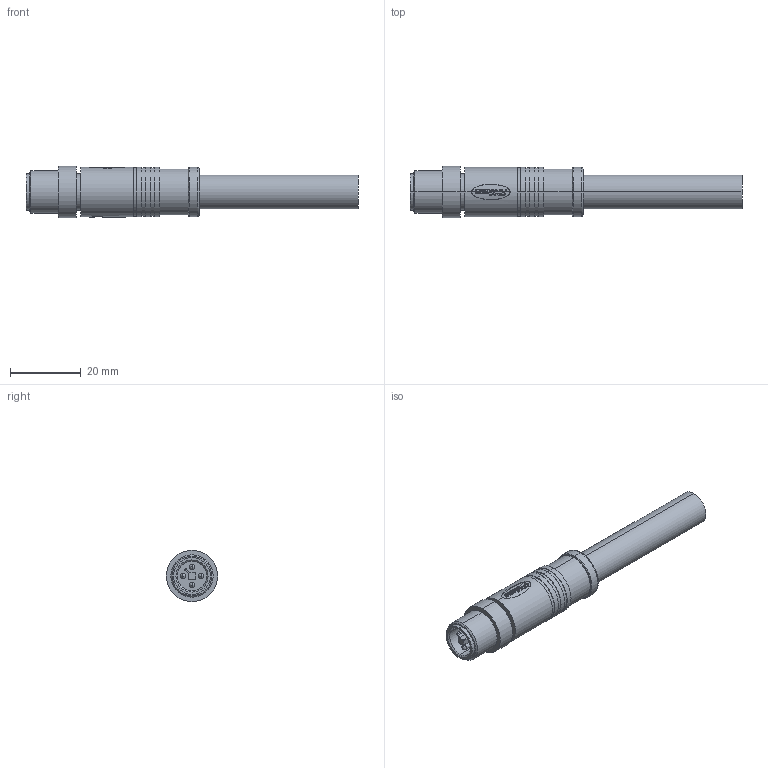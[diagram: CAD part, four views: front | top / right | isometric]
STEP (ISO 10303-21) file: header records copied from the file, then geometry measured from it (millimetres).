
FILE_DESCRIPTION (( 'STEP AP203' ), '1' );
FILE_NAME ('P129.STEP', '2020-03-31T03:46:26', ( 'edpusr' ), ( 'Microsoft' ), 'SwSTEP 2.0', 'SolidWorks 2015', '' );
FILE_SCHEMA (( 'CONFIG_CONTROL_DESIGN' ));
Length unit declared in the file: millimetre
Products named in the file (1): P129
Bounding box: 94 x 14.5 x 14.5 mm (x, y, z)
Volume: 9757.8 mm3; surface area: 4415 mm2
Topology: 1 solids, 1 shells, 330 faces, 895 edges, 587 vertices
Faces by surface type: bspline 185, cylinder 82, plane 59, cone 4
Entity records: 15576 total; most frequent: CARTESIAN_POINT 8501, ORIENTED_EDGE 1790, EDGE_CURVE 895, DIRECTION 881, VERTEX_POINT 587, B_SPLINE_CURVE_WITH_KNOTS 404, VECTOR 359, LINE 359
